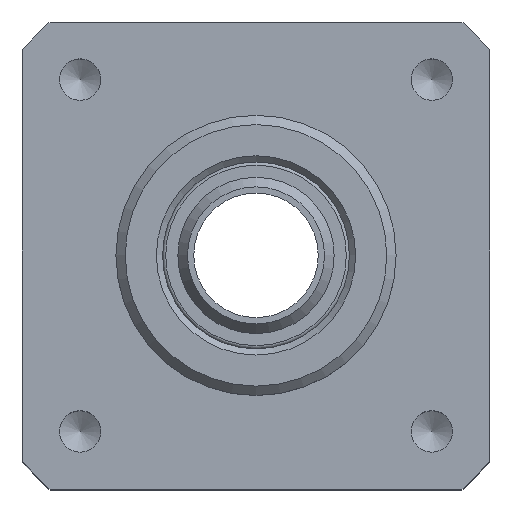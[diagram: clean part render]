
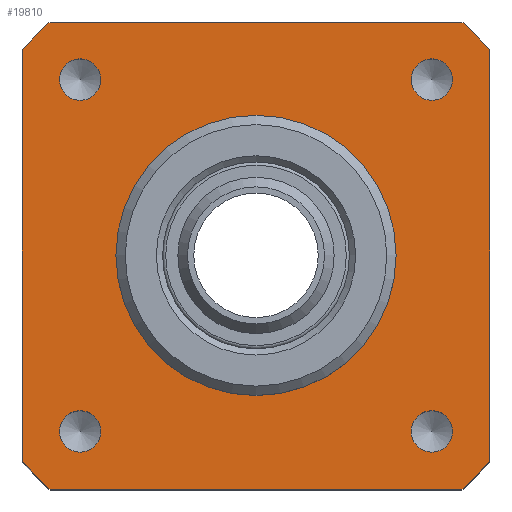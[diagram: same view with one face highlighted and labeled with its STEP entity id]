
A CAD part, top view. The second image highlights one B-rep face of the part: STEP entity #19810.
In plain terms, the highlighted planar face has unit normal (0, 0, 1).
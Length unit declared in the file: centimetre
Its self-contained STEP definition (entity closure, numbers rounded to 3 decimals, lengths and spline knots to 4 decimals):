
#207=CIRCLE($,#20334,2.25);
#219=CIRCLE($,#20353,0.3325);
#221=CIRCLE($,#20357,0.3325);
#223=CIRCLE($,#20361,0.3325);
#225=CIRCLE($,#20365,0.3325);
#297=CIRCLE($,#20474,5.);
#299=CIRCLE($,#20477,5.);
#301=CIRCLE($,#20480,5.);
#305=CIRCLE($,#20486,5.);
#699=FACE_BOUND($,#3275,.T.);
#700=FACE_BOUND($,#3276,.T.);
#701=FACE_BOUND($,#3277,.T.);
#702=FACE_BOUND($,#3278,.T.);
#703=FACE_BOUND($,#3279,.T.);
#1005=PLANE($,#20487);
#2030=FACE_OUTER_BOUND($,#3274,.T.);
#3274=EDGE_LOOP($,(#17251,#17252,#17253,#17254,#17255,#17256,#17257,#17258));
#3275=EDGE_LOOP($,(#17259));
#3276=EDGE_LOOP($,(#17260));
#3277=EDGE_LOOP($,(#17261));
#3278=EDGE_LOOP($,(#17262));
#3279=EDGE_LOOP($,(#17263));
#4076=LINE($,#29857,#5261);
#4680=LINE($,#40285,#5865);
#4681=LINE($,#40286,#5866);
#4682=LINE($,#40287,#5867);
#5261=VECTOR($,#21503,6.6144);
#5865=VECTOR($,#22693,6.6144);
#5866=VECTOR($,#22694,6.6144);
#5867=VECTOR($,#22695,6.6144);
#8323=VERTEX_POINT($,#29854);
#8324=VERTEX_POINT($,#29856);
#8981=VERTEX_POINT($,#39641);
#8993=VERTEX_POINT($,#39672);
#8995=VERTEX_POINT($,#39678);
#8997=VERTEX_POINT($,#39684);
#8999=VERTEX_POINT($,#39690);
#9120=VERTEX_POINT($,#40247);
#9122=VERTEX_POINT($,#40251);
#9124=VERTEX_POINT($,#40256);
#9126=VERTEX_POINT($,#40260);
#9128=VERTEX_POINT($,#40265);
#9134=VERTEX_POINT($,#40281);
#10533=EDGE_CURVE($,#8323,#8324,#4076,.T.);
#11772=EDGE_CURVE($,#8981,#8981,#207,.T.);
#11784=EDGE_CURVE($,#8993,#8993,#219,.T.);
#11786=EDGE_CURVE($,#8995,#8995,#221,.T.);
#11788=EDGE_CURVE($,#8997,#8997,#223,.T.);
#11790=EDGE_CURVE($,#8999,#8999,#225,.T.);
#11921=EDGE_CURVE($,#9120,#9122,#297,.T.);
#11925=EDGE_CURVE($,#9124,#9126,#299,.T.);
#11928=EDGE_CURVE($,#9128,#8324,#301,.T.);
#11935=EDGE_CURVE($,#8323,#9134,#305,.T.);
#11936=EDGE_CURVE($,#9120,#9134,#4680,.T.);
#11937=EDGE_CURVE($,#9124,#9122,#4681,.T.);
#11938=EDGE_CURVE($,#9128,#9126,#4682,.T.);
#17251=ORIENTED_EDGE($,*,*,#11935,.T.);
#17252=ORIENTED_EDGE($,*,*,#11936,.F.);
#17253=ORIENTED_EDGE($,*,*,#11921,.T.);
#17254=ORIENTED_EDGE($,*,*,#11937,.F.);
#17255=ORIENTED_EDGE($,*,*,#11925,.T.);
#17256=ORIENTED_EDGE($,*,*,#11938,.F.);
#17257=ORIENTED_EDGE($,*,*,#11928,.T.);
#17258=ORIENTED_EDGE($,*,*,#10533,.F.);
#17259=ORIENTED_EDGE($,*,*,#11772,.T.);
#17260=ORIENTED_EDGE($,*,*,#11784,.T.);
#17261=ORIENTED_EDGE($,*,*,#11786,.T.);
#17262=ORIENTED_EDGE($,*,*,#11788,.T.);
#17263=ORIENTED_EDGE($,*,*,#11790,.T.);
#19810=ADVANCED_FACE($,(#2030,#699,#700,#701,#702,#703),#1005,.F.);
#20334=AXIS2_PLACEMENT_3D($,#39642,#22363,#22364);
#20353=AXIS2_PLACEMENT_3D($,#39673,#22401,#22402);
#20357=AXIS2_PLACEMENT_3D($,#39679,#22409,#22410);
#20361=AXIS2_PLACEMENT_3D($,#39685,#22417,#22418);
#20365=AXIS2_PLACEMENT_3D($,#39691,#22425,#22426);
#20474=AXIS2_PLACEMENT_3D($,#40253,#22659,#22660);
#20477=AXIS2_PLACEMENT_3D($,#40262,#22667,#22668);
#20480=AXIS2_PLACEMENT_3D($,#40268,#22674,#22675);
#20486=AXIS2_PLACEMENT_3D($,#40283,#22689,#22690);
#20487=AXIS2_PLACEMENT_3D($,#40284,#22691,#22692);
#21503=DIRECTION($,(1.,0.,0.));
#22363=DIRECTION('center_axis',(0.,0.,-1.));
#22364=DIRECTION('ref_axis',(-1.,0.,0.));
#22401=DIRECTION('center_axis',(0.,0.,-1.));
#22402=DIRECTION('ref_axis',(-1.,0.,0.));
#22409=DIRECTION('center_axis',(0.,0.,-1.));
#22410=DIRECTION('ref_axis',(-1.,0.,0.));
#22417=DIRECTION('center_axis',(0.,0.,-1.));
#22418=DIRECTION('ref_axis',(-1.,0.,0.));
#22425=DIRECTION('center_axis',(0.,0.,-1.));
#22426=DIRECTION('ref_axis',(-1.,0.,0.));
#22659=DIRECTION('center_axis',(0.,0.,1.));
#22660=DIRECTION('ref_axis',(1.,0.,0.));
#22667=DIRECTION('center_axis',(0.,0.,1.));
#22668=DIRECTION('ref_axis',(1.,0.,0.));
#22674=DIRECTION('center_axis',(0.,0.,1.));
#22675=DIRECTION('ref_axis',(1.,0.,0.));
#22689=DIRECTION('center_axis',(0.,0.,1.));
#22690=DIRECTION('ref_axis',(1.,0.,0.));
#22691=DIRECTION('center_axis',(0.,0.,-1.));
#22692=DIRECTION('ref_axis',(-1.,0.,0.));
#22693=DIRECTION($,(0.,1.,0.));
#22694=DIRECTION($,(-1.,0.,0.));
#22695=DIRECTION($,(0.,-1.,0.));
#29854=CARTESIAN_POINT('',(-7.0357,2.141,9.));
#29856=CARTESIAN_POINT('',(-0.4213,2.141,9.));
#29857=CARTESIAN_POINT($,(-7.0357,2.141,9.));
#39641=CARTESIAN_POINT('',(-1.4785,-1.609,9.));
#39642=CARTESIAN_POINT('Origin',(-3.7285,-1.609,9.));
#39672=CARTESIAN_POINT('',(-6.221,-4.434,9.));
#39673=CARTESIAN_POINT('Origin',(-6.5535,-4.434,9.));
#39678=CARTESIAN_POINT('',(-0.571,-4.434,9.));
#39679=CARTESIAN_POINT('Origin',(-0.9035,-4.434,9.));
#39684=CARTESIAN_POINT('',(-6.221,1.216,9.));
#39685=CARTESIAN_POINT('Origin',(-6.5535,1.216,9.));
#39690=CARTESIAN_POINT('',(-0.571,1.216,9.));
#39691=CARTESIAN_POINT('Origin',(-0.9035,1.216,9.));
#40247=CARTESIAN_POINT('',(-7.4785,-4.9162,9.));
#40251=CARTESIAN_POINT('',(-7.0357,-5.359,9.));
#40253=CARTESIAN_POINT('Origin',(-3.7285,-1.609,9.));
#40256=CARTESIAN_POINT('',(-0.4213,-5.359,9.));
#40260=CARTESIAN_POINT('',(0.0215,-4.9162,9.));
#40262=CARTESIAN_POINT('Origin',(-3.7285,-1.609,9.));
#40265=CARTESIAN_POINT('',(0.0215,1.6982,9.));
#40268=CARTESIAN_POINT('Origin',(-3.7285,-1.609,9.));
#40281=CARTESIAN_POINT('',(-7.4785,1.6982,9.));
#40283=CARTESIAN_POINT('Origin',(-3.7285,-1.609,9.));
#40284=CARTESIAN_POINT('Origin',(-7.7285,-1.609,9.));
#40285=CARTESIAN_POINT($,(-7.4785,-4.9162,9.));
#40286=CARTESIAN_POINT($,(-0.4213,-5.359,9.));
#40287=CARTESIAN_POINT($,(0.0215,1.6982,9.));
